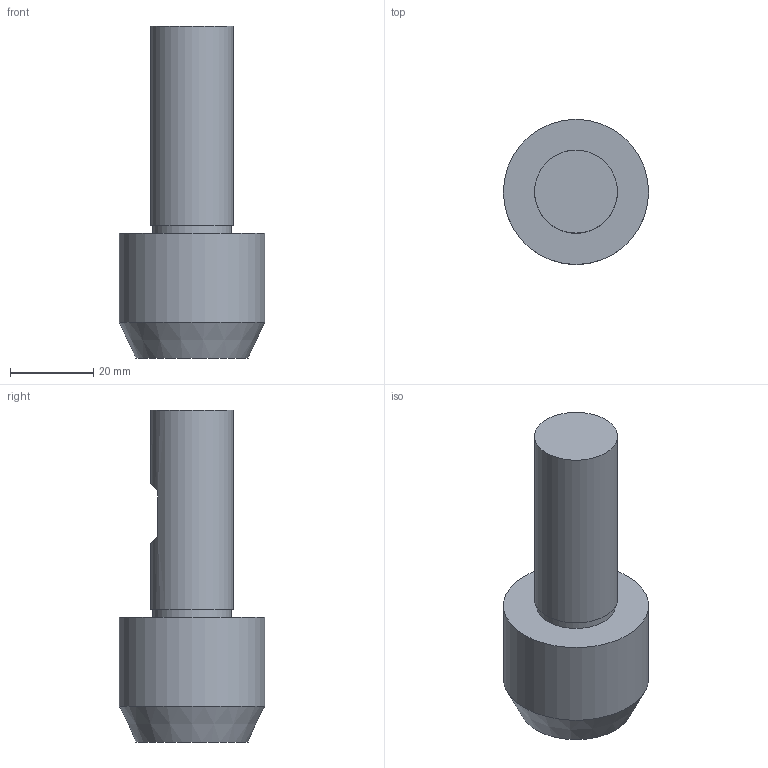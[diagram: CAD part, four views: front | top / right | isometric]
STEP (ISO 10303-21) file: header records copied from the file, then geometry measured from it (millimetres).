
FILE_DESCRIPTION(/* description */ (''),/* implementation_level */ '2;1');
FILE_NAME(/* name */ 'AW.20-RED.W.10.030.stp',/* time_stamp */ '2024-10-01T13:46:20+02:00',/* author */ (''),/* organization */ (''),/* preprocessor_version */ 'ST-DEVELOPER v16.7',/* originating_system */ 'SIEMENS PLM Software NX 12.0',/* authorisation */ '');
FILE_SCHEMA (('AUTOMOTIVE_DESIGN { 1 0 10303 214 3 1 1 1 }'));
Length unit declared in the file: millimetre
Products named in the file (1): pf664020C5B5gwr6
Bounding box: 35 x 35 x 80 mm (x, y, z)
Volume: 42593 mm3; surface area: 8010.9 mm2
Topology: 1 solids, 1 shells, 11 faces, 20 edges, 14 vertices
Faces by surface type: plane 7, cylinder 3, cone 1
Full cylindrical faces by diameter (mm): 19 x1, 20 x1, 35 x1
Entity records: 295 total; most frequent: DIRECTION 52, CARTESIAN_POINT 39, ORIENTED_EDGE 26, AXIS2_PLACEMENT_3D 24, EDGE_LOOP 18, FACE_BOUND 13, EDGE_CURVE 13, ADVANCED_FACE 11
